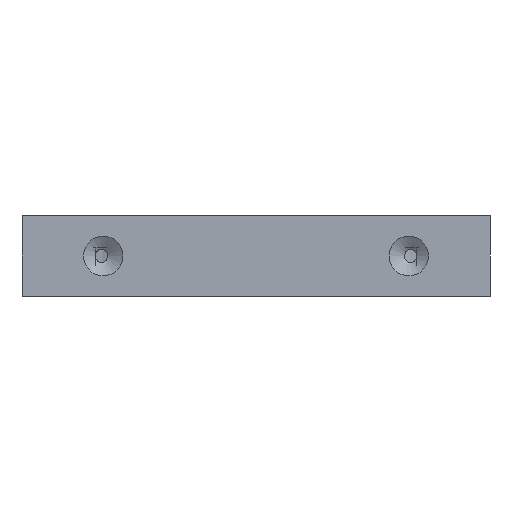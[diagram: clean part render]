
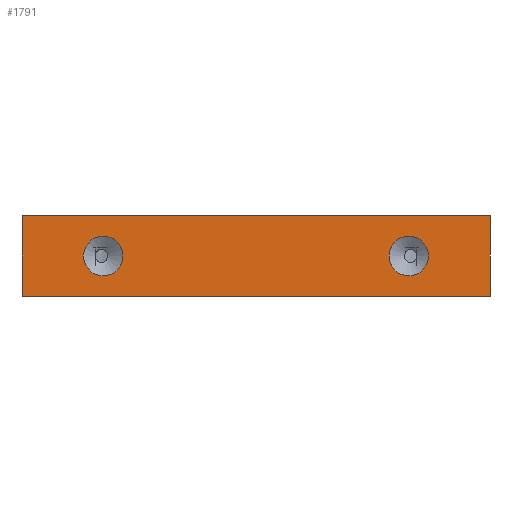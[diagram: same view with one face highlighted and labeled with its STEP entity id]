
A CAD part, front view. The second image highlights one B-rep face of the part: STEP entity #1791.
In plain terms, the highlighted planar face has unit normal (0, -1, 0).
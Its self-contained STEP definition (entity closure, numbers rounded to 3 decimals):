
#21=FACE_BOUND('',#263,.T.);
#22=FACE_BOUND('',#264,.T.);
#86=PLANE('',#1966);
#172=FACE_OUTER_BOUND('',#262,.T.);
#262=EDGE_LOOP('',(#1623,#1624,#1625,#1626));
#263=EDGE_LOOP('',(#1627,#1628));
#264=EDGE_LOOP('',(#1629,#1630));
#313=CIRCLE('',#1884,1.23);
#314=CIRCLE('',#1885,1.23);
#315=CIRCLE('',#1887,1.23);
#316=CIRCLE('',#1888,1.23);
#390=LINE('',#2714,#580);
#407=LINE('',#2785,#597);
#412=LINE('',#2796,#602);
#528=LINE('',#3068,#718);
#580=VECTOR('',#2129,10.);
#597=VECTOR('',#2196,10.);
#602=VECTOR('',#2207,10.);
#718=VECTOR('',#2467,10.);
#777=VERTEX_POINT('',#2711);
#778=VERTEX_POINT('',#2713);
#801=VERTEX_POINT('',#2766);
#802=VERTEX_POINT('',#2767);
#803=VERTEX_POINT('',#2772);
#804=VERTEX_POINT('',#2773);
#807=VERTEX_POINT('',#2784);
#810=VERTEX_POINT('',#2794);
#978=EDGE_CURVE('',#778,#777,#390,.T.);
#1005=EDGE_CURVE('',#801,#802,#313,.T.);
#1006=EDGE_CURVE('',#802,#801,#314,.T.);
#1008=EDGE_CURVE('',#803,#804,#315,.T.);
#1009=EDGE_CURVE('',#804,#803,#316,.T.);
#1014=EDGE_CURVE('',#778,#807,#407,.T.);
#1020=EDGE_CURVE('',#777,#810,#412,.T.);
#1156=EDGE_CURVE('',#807,#810,#528,.T.);
#1623=ORIENTED_EDGE('',*,*,#978,.T.);
#1624=ORIENTED_EDGE('',*,*,#1020,.T.);
#1625=ORIENTED_EDGE('',*,*,#1156,.F.);
#1626=ORIENTED_EDGE('',*,*,#1014,.F.);
#1627=ORIENTED_EDGE('',*,*,#1005,.T.);
#1628=ORIENTED_EDGE('',*,*,#1006,.T.);
#1629=ORIENTED_EDGE('',*,*,#1008,.T.);
#1630=ORIENTED_EDGE('',*,*,#1009,.T.);
#1791=ADVANCED_FACE('',(#172,#21,#22),#86,.T.);
#1884=AXIS2_PLACEMENT_3D('',#2768,#2176,#2177);
#1885=AXIS2_PLACEMENT_3D('',#2769,#2178,#2179);
#1887=AXIS2_PLACEMENT_3D('',#2774,#2183,#2184);
#1888=AXIS2_PLACEMENT_3D('',#2775,#2185,#2186);
#1966=AXIS2_PLACEMENT_3D('',#3067,#2465,#2466);
#2129=DIRECTION('',(1.,0.,0.));
#2176=DIRECTION('center_axis',(0.,1.,0.));
#2177=DIRECTION('ref_axis',(1.,0.,0.));
#2178=DIRECTION('center_axis',(0.,1.,0.));
#2179=DIRECTION('ref_axis',(1.,0.,0.));
#2183=DIRECTION('center_axis',(0.,1.,0.));
#2184=DIRECTION('ref_axis',(1.,0.,0.));
#2185=DIRECTION('center_axis',(0.,1.,0.));
#2186=DIRECTION('ref_axis',(1.,0.,0.));
#2196=DIRECTION('',(0.,0.,1.));
#2207=DIRECTION('',(0.,0.,1.));
#2465=DIRECTION('center_axis',(0.,-1.,0.));
#2466=DIRECTION('ref_axis',(1.,0.,0.));
#2467=DIRECTION('',(1.,0.,0.));
#2711=CARTESIAN_POINT('',(29.1,0.,0.));
#2713=CARTESIAN_POINT('',(0.,0.,0.));
#2714=CARTESIAN_POINT('',(0.,0.,0.));
#2766=CARTESIAN_POINT('',(25.28,0.,2.5));
#2767=CARTESIAN_POINT('',(22.821,0.,2.5));
#2768=CARTESIAN_POINT('Origin',(24.05,0.,2.5));
#2769=CARTESIAN_POINT('Origin',(24.05,0.,2.5));
#2772=CARTESIAN_POINT('',(6.279,0.,2.5));
#2773=CARTESIAN_POINT('',(3.82,0.,2.5));
#2774=CARTESIAN_POINT('Origin',(5.05,0.,2.5));
#2775=CARTESIAN_POINT('Origin',(5.05,0.,2.5));
#2784=CARTESIAN_POINT('',(0.,0.,5.));
#2785=CARTESIAN_POINT('',(0.,0.,0.));
#2794=CARTESIAN_POINT('',(29.1,0.,5.));
#2796=CARTESIAN_POINT('',(29.1,0.,0.));
#3067=CARTESIAN_POINT('Origin',(0.,0.,0.));
#3068=CARTESIAN_POINT('',(0.,0.,5.));
